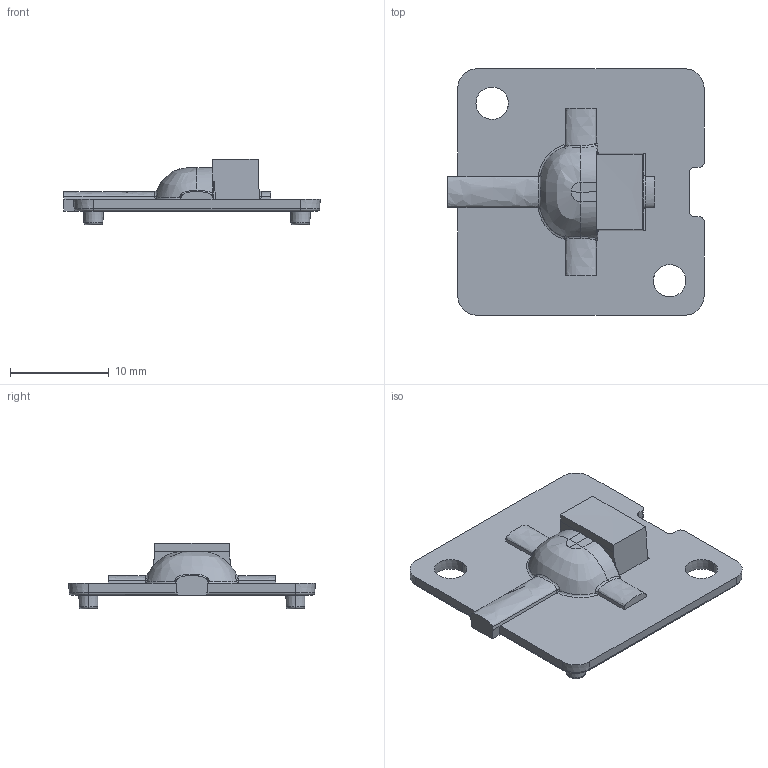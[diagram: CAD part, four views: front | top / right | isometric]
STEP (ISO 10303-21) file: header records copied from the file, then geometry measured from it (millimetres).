
FILE_DESCRIPTION (( 'STEP AP203' ), '1' );
FILE_NAME ('12771-Customer-Mini-Hubble-I-Iss1_31-01-2014.STEP', '2014-01-29T11:18:41', ( '' ), ( '' ), 'SwSTEP 2.0', 'SolidWorks 2014', '' );
FILE_SCHEMA (( 'CONFIG_CONTROL_DESIGN' ));
Length unit declared in the file: millimetre
Products named in the file (1): 12771-Customer-Mini-Hubble-I-Iss1_31-01-2014
Bounding box: 26 x 25 x 6.67 mm (x, y, z)
Volume: 820.8 mm3; surface area: 1548.5 mm2
Topology: 1 solids, 1 shells, 194 faces, 510 edges, 321 vertices
Faces by surface type: bspline 62, plane 48, cylinder 48, torus 20, cone 16
Entity records: 8035 total; most frequent: CARTESIAN_POINT 3651, ORIENTED_EDGE 1018, DIRECTION 749, EDGE_CURVE 509, VERTEX_POINT 321, AXIS2_PLACEMENT_3D 277, EDGE_LOOP 202, LINE 195
